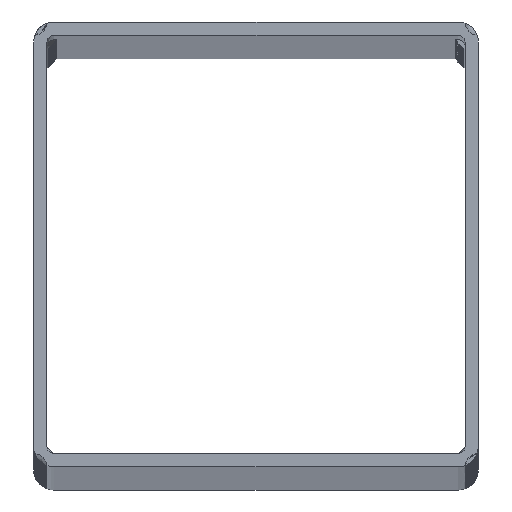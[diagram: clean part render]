
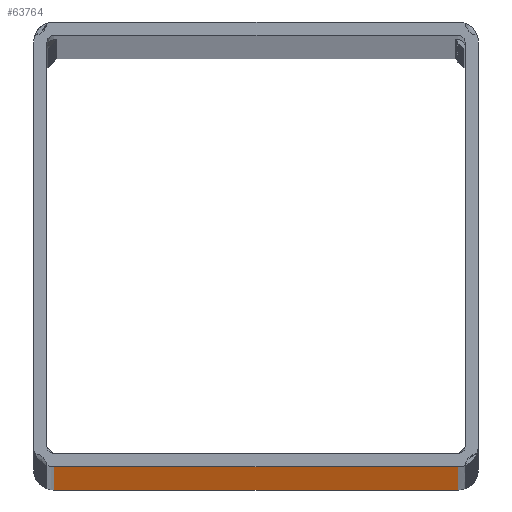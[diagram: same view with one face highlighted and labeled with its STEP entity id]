
A CAD part, top view. The second image highlights one B-rep face of the part: STEP entity #63764.
In plain terms, the highlighted planar face has unit normal (0, -1, 0).
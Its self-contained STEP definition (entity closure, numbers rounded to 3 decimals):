
#3522 = LINE ( 'NONE', #58508, #6434 ) ;
#4652 = ORIENTED_EDGE ( 'NONE', *, *, #72222, .T. ) ;
#6434 = VECTOR ( 'NONE', #76180, 1000. ) ;
#6876 = DIRECTION ( 'NONE',  ( 1., 0., 0. ) ) ;
#8400 = CARTESIAN_POINT ( 'NONE',  ( -45.5, -50., 0. ) ) ;
#27334 = VERTEX_POINT ( 'NONE', #74578 ) ;
#31739 = CARTESIAN_POINT ( 'NONE',  ( -45.5, -50., -3000. ) ) ;
#37519 = PLANE ( 'NONE',  #85322 ) ;
#38462 = ORIENTED_EDGE ( 'NONE', *, *, #55863, .T. ) ;
#50259 = EDGE_CURVE ( 'NONE', #87105, #27334, #3522, .T. ) ;
#54080 = VERTEX_POINT ( 'NONE', #31739 ) ;
#54134 = CARTESIAN_POINT ( 'NONE',  ( -50., -50., -3000. ) ) ;
#55324 = CARTESIAN_POINT ( 'NONE',  ( 45.5, -50., -3000. ) ) ;
#55863 = EDGE_CURVE ( 'NONE', #73700, #27334, #66141, .T. ) ;
#56399 = DIRECTION ( 'NONE',  ( 0., -1., 0. ) ) ;
#58508 = CARTESIAN_POINT ( 'NONE',  ( -50., -50., 0. ) ) ;
#63176 = LINE ( 'NONE', #54134, #117388 ) ;
#63764 = ADVANCED_FACE ( 'NONE', ( #119874 ), #37519, .T. ) ;
#65695 = ORIENTED_EDGE ( 'NONE', *, *, #50259, .F. ) ;
#66141 = LINE ( 'NONE', #70152, #101331 ) ;
#69107 = CARTESIAN_POINT ( 'NONE',  ( -45.5, -50., -3000. ) ) ;
#70152 = CARTESIAN_POINT ( 'NONE',  ( 45.5, -50., -3000. ) ) ;
#72222 = EDGE_CURVE ( 'NONE', #87105, #54080, #104588, .T. ) ;
#73700 = VERTEX_POINT ( 'NONE', #55324 ) ;
#74578 = CARTESIAN_POINT ( 'NONE',  ( 45.5, -50., 0. ) ) ;
#74863 = DIRECTION ( 'NONE',  ( 0., 0., -1. ) ) ;
#76180 = DIRECTION ( 'NONE',  ( 1., 0., 0. ) ) ;
#79536 = EDGE_LOOP ( 'NONE', ( #65695, #4652, #80190, #38462 ) ) ;
#79643 = EDGE_CURVE ( 'NONE', #54080, #73700, #63176, .T. ) ;
#80190 = ORIENTED_EDGE ( 'NONE', *, *, #79643, .T. ) ;
#83772 = DIRECTION ( 'NONE',  ( 0., 0., -1. ) ) ;
#84284 = CARTESIAN_POINT ( 'NONE',  ( -50., -50., -3000. ) ) ;
#85322 = AXIS2_PLACEMENT_3D ( 'NONE', #84284, #56399, #74863 ) ;
#87105 = VERTEX_POINT ( 'NONE', #8400 ) ;
#101331 = VECTOR ( 'NONE', #116059, 1000. ) ;
#101486 = VECTOR ( 'NONE', #83772, 1000. ) ;
#104588 = LINE ( 'NONE', #69107, #101486 ) ;
#116059 = DIRECTION ( 'NONE',  ( 0., 0., 1. ) ) ;
#117388 = VECTOR ( 'NONE', #6876, 1000. ) ;
#119874 = FACE_OUTER_BOUND ( 'NONE', #79536, .T. ) ;
